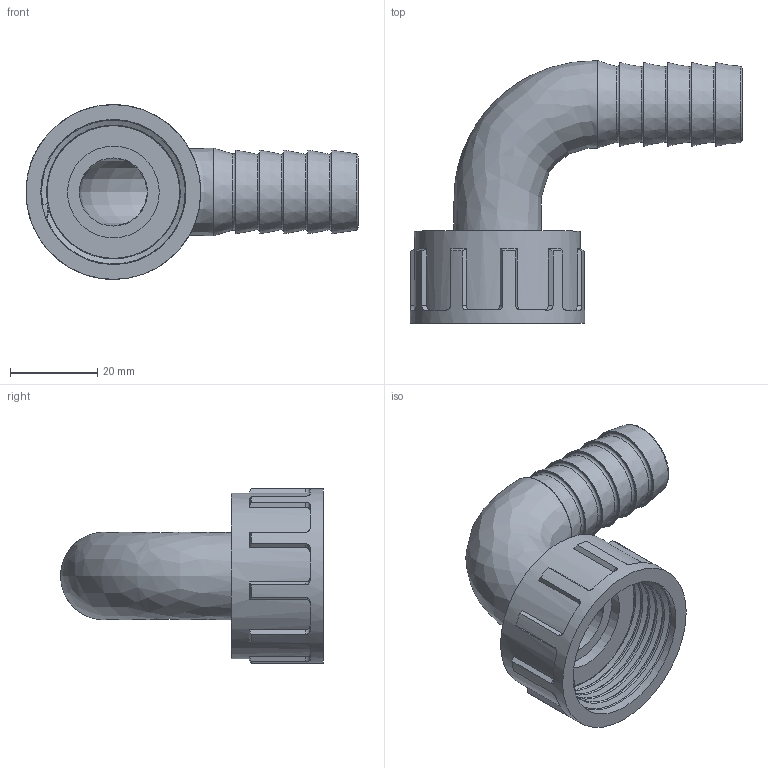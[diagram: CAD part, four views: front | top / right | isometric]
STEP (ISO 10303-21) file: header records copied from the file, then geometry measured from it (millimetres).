
FILE_DESCRIPTION (( 'STEP AP203' ), '1' );
FILE_NAME ('00121_0719.STEP', '2017-06-22T11:36:38', ( '' ), ( '' ), 'SwSTEP 2.0', 'SolidWorks 2011', '' );
FILE_SCHEMA (( 'CONFIG_CONTROL_DESIGN' ));
Length unit declared in the file: millimetre
Products named in the file (4): 00121_0719; 00125_0707; 00122_0707; 00124_0719
Assembly tree (3 placements, depth 2):
  00121_0719
    00124_0719
    00122_0707
    00125_0707
Bounding box: 76 x 60.12 x 40 mm (x, y, z)
Volume: 20153.5 mm3; surface area: 18779.4 mm2
Topology: 3 solids, 3 shells, 115 faces, 291 edges, 190 vertices
Faces by surface type: plane 46, cylinder 35, cone 18, torus 9, bspline 7
Full cylindrical faces by diameter (mm): 21 x1, 24.5 x1, 26 x1, 30 x1, 30.8 x1, 33.249 x7, 38 x1, 40 x1
Entity records: 8044 total; most frequent: CARTESIAN_POINT 5269, ORIENTED_EDGE 488, DIRECTION 459, EDGE_CURVE 244, AXIS2_PLACEMENT_3D 188, VERTEX_POINT 172, EDGE_LOOP 144, FACE_OUTER_BOUND 124
